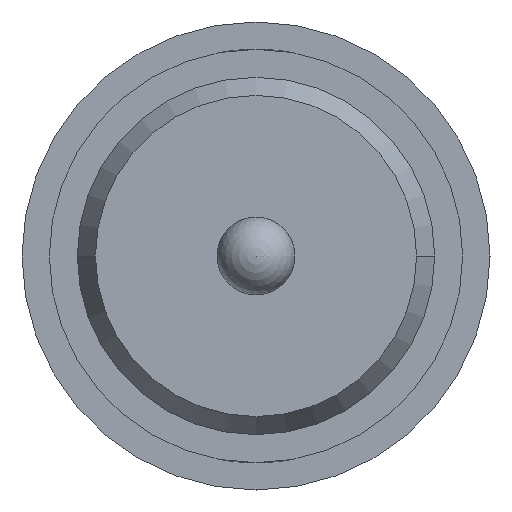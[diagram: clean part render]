
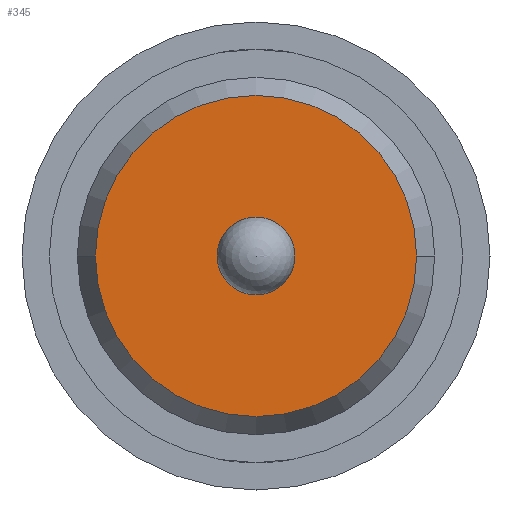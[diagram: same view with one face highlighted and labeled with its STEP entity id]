
A CAD part, front view. The second image highlights one B-rep face of the part: STEP entity #345.
In plain terms, the highlighted planar face has unit normal (0, -1, 0).
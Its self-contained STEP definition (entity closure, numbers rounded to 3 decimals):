
#345 = ADVANCED_FACE ( 'Defeature ausgef�hrt1_17', ( #2266, #1463 ), #4031, .T. ) ;
#427 = VERTEX_POINT ( 'NONE', #2310 ) ;
#488 = VERTEX_POINT ( 'NONE', #2008 ) ;
#842 = VERTEX_POINT ( 'NONE', #2453 ) ;
#850 = EDGE_CURVE ( 'Defeature ausgef�hrt1_17+Defeature ausgef�hrt1_16+Defeature ausgef�hrt1_16+Defeature ausgef�hrt1_16', #427, #488, #2853, .T. ) ;
#865 = DIRECTION ( 'NONE',  ( 0., 0., -1. ) ) ;
#959 = ORIENTED_EDGE ( 'NONE', *, *, #2847, .T. ) ;
#983 = DIRECTION ( 'NONE',  ( 0., -1., 0. ) ) ;
#1104 = CARTESIAN_POINT ( 'NONE',  ( -1.145, -28.6, 0. ) ) ;
#1108 = DIRECTION ( 'NONE',  ( 0., 0., -1. ) ) ;
#1111 = AXIS2_PLACEMENT_3D ( 'NONE', #1275, #4215, #4619 ) ;
#1241 = EDGE_LOOP ( 'NONE', ( #4736, #959 ) ) ;
#1245 = ORIENTED_EDGE ( 'NONE', *, *, #2061, .T. ) ;
#1275 = CARTESIAN_POINT ( 'NONE',  ( 0., -28.6, 0. ) ) ;
#1428 = DIRECTION ( 'NONE',  ( 1., 0., 0. ) ) ;
#1451 = AXIS2_PLACEMENT_3D ( 'NONE', #3354, #1859, #1108 ) ;
#1463 = FACE_OUTER_BOUND ( 'NONE', #3664, .T. ) ;
#1657 = CARTESIAN_POINT ( 'NONE',  ( 0., -28.6, 0. ) ) ;
#1859 = DIRECTION ( 'NONE',  ( 0., 1., 0. ) ) ;
#2008 = CARTESIAN_POINT ( 'NONE',  ( -1.03, -28.6, 0. ) ) ;
#2061 = EDGE_CURVE ( 'Defeature ausgef�hrt1_17+Defeature ausgef�hrt1_16+Defeature ausgef�hrt1_16+Defeature ausgef�hrt1_16', #488, #427, #2880, .T. ) ;
#2266 = FACE_BOUND ( 'NONE', #1241, .T. ) ;
#2310 = CARTESIAN_POINT ( 'NONE',  ( 1.03, -28.6, 0. ) ) ;
#2449 = EDGE_CURVE ( 'Defeature ausgef�hrt1_17+Defeature ausgef�hrt1_14+Defeature ausgef�hrt1_14+Defeature ausgef�hrt1_14', #3316, #842, #3977, .T. ) ;
#2453 = CARTESIAN_POINT ( 'NONE',  ( 0., -28.6, -0.25 ) ) ;
#2847 = EDGE_CURVE ( 'Defeature ausgef�hrt1_17+Defeature ausgef�hrt1_14+Defeature ausgef�hrt1_14+Defeature ausgef�hrt1_14', #842, #3316, #2988, .T. ) ;
#2853 = CIRCLE ( 'NONE', #3904, 1.03 ) ;
#2880 = CIRCLE ( 'NONE', #1111, 1.03 ) ;
#2988 = CIRCLE ( 'NONE', #3094, 0.25 ) ;
#3094 = AXIS2_PLACEMENT_3D ( 'NONE', #1657, #4576, #865 ) ;
#3101 = CARTESIAN_POINT ( 'NONE',  ( 0., -28.6, 0.25 ) ) ;
#3187 = CARTESIAN_POINT ( 'NONE',  ( 0., -28.6, 0. ) ) ;
#3316 = VERTEX_POINT ( 'NONE', #3101 ) ;
#3354 = CARTESIAN_POINT ( 'NONE',  ( 0., -28.6, 0. ) ) ;
#3566 = DIRECTION ( 'NONE',  ( 1., 0., 0. ) ) ;
#3612 = AXIS2_PLACEMENT_3D ( 'NONE', #1104, #4001, #1428 ) ;
#3664 = EDGE_LOOP ( 'NONE', ( #1245, #3983 ) ) ;
#3904 = AXIS2_PLACEMENT_3D ( 'NONE', #3187, #983, #3566 ) ;
#3977 = CIRCLE ( 'NONE', #1451, 0.25 ) ;
#3983 = ORIENTED_EDGE ( 'NONE', *, *, #850, .T. ) ;
#4001 = DIRECTION ( 'NONE',  ( 0., -1., 0. ) ) ;
#4031 = PLANE ( 'NONE',  #3612 ) ;
#4215 = DIRECTION ( 'NONE',  ( 0., -1., 0. ) ) ;
#4576 = DIRECTION ( 'NONE',  ( 0., 1., 0. ) ) ;
#4619 = DIRECTION ( 'NONE',  ( 1., 0., 0. ) ) ;
#4736 = ORIENTED_EDGE ( 'NONE', *, *, #2449, .T. ) ;
